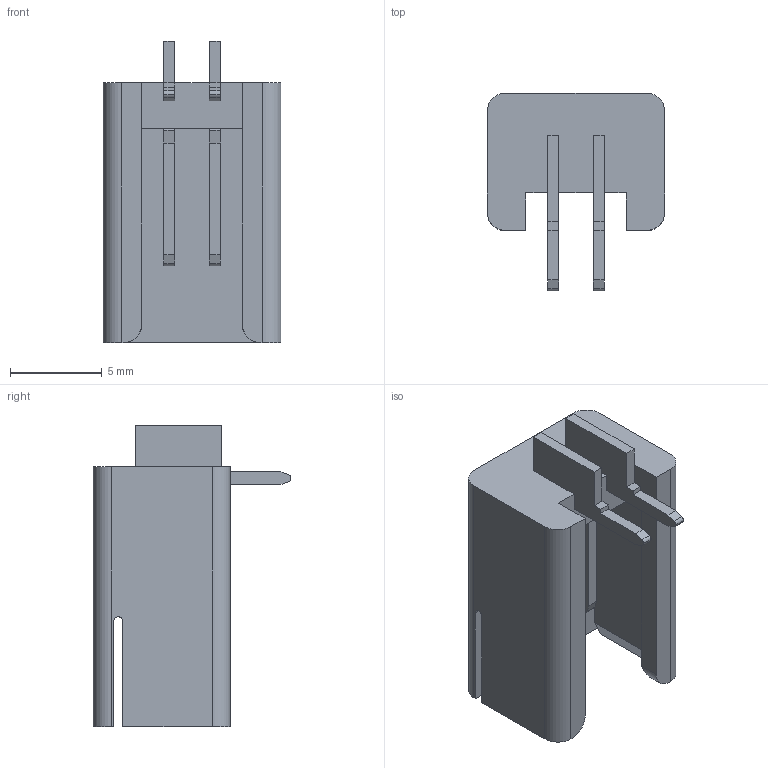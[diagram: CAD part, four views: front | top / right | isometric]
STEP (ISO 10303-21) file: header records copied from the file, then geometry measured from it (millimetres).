
FILE_DESCRIPTION(('OneSpaceDesigner STEP Export'),'2;1');
FILE_NAME('1.stp','2006-02-01T 8:54:14',('M Stracke EW-KS'),('Lumberg Connect GmbH'),'OneSpace Designer STEP processor for AP214 (Solid Model)','OneSpace Designer 13.20A 18-Aug-2005 (C) CoCreate Software GmbH','');
FILE_SCHEMA(('AUTOMOTIVE_DESIGN { 1 0 10303 214 1 1 1 1 }'));
Length unit declared in the file: millimetre
Products named in the file (2): 2_5_MSFW_O_02
Assembly tree (1 placements, depth 2):
  2_5_MSFW_O_02
    2_5_MSFW_O_02
Bounding box: 9.7 x 10.8 x 16.45 mm (x, y, z)
Volume: 462.1 mm3; surface area: 916.9 mm2
Topology: 1 solids, 1 shells, 88 faces, 248 edges, 164 vertices
Faces by surface type: plane 62, cylinder 22, bspline 4
Entity records: 3673 total; most frequent: CARTESIAN_POINT 740, ORIENTED_EDGE 496, DIRECTION 414, EDGE_CURVE 248, VECTOR 186, LINE 186, VERTEX_POINT 164, AXIS2_PLACEMENT_3D 114
